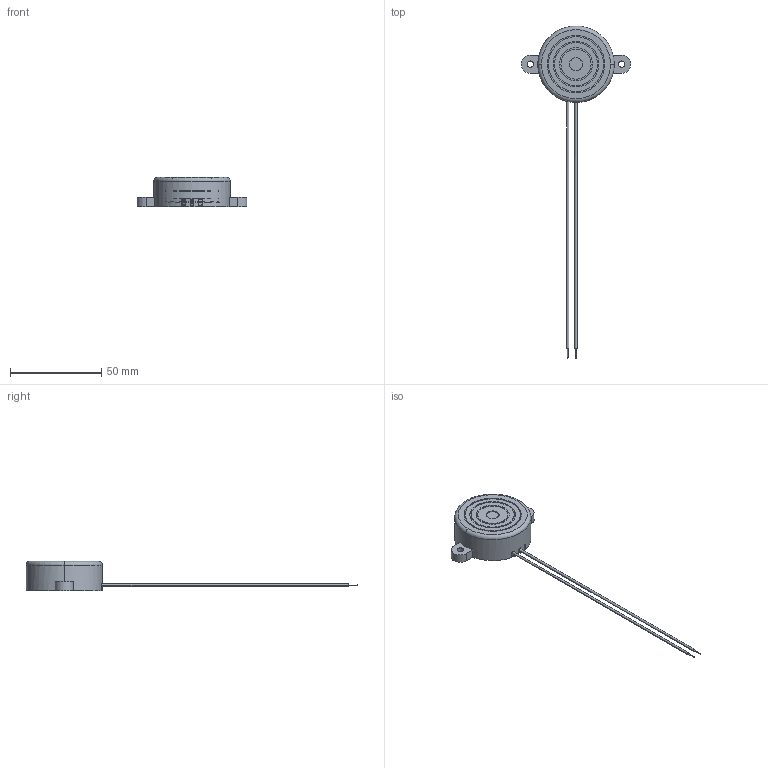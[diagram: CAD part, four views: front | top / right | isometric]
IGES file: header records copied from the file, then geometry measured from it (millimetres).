
Global section: file name: No Iges File Name specified; native system: AutoDesk Inventor R12.0; preprocessor: AutoDesk Inventor Iges Exporter R12.0; date: 20090219.160317; units: millimetre
Bounding box: 60 x 181.8 x 16 mm (x, y, z)
Volume: 7030.8 mm3; surface area: 16324.4 mm2
Topology: 1 solids, 5 shells, 156 faces, 366 edges, 237 vertices
Faces by surface type: plane 80, cylinder 43, revolution 28, torus 4, bspline 1
